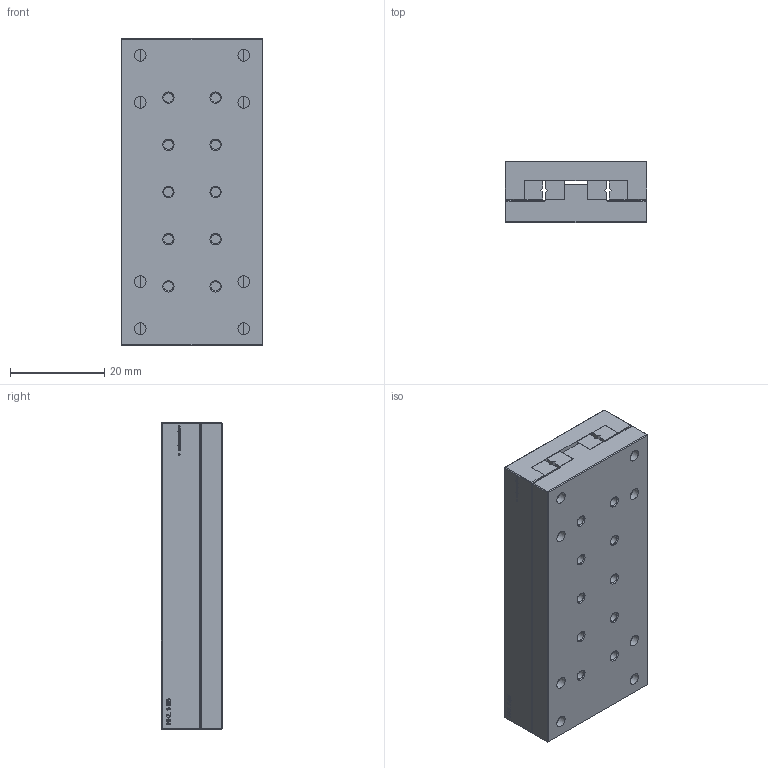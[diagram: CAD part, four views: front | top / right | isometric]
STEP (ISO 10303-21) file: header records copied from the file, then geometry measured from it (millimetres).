
FILE_DESCRIPTION(('FreeCAD Model'),'2;1');
FILE_NAME('NKL 1-65.step', '2020-04-20T21:57:06',('Author'),(''), 'Open CASCADE STEP processor 6.8','FreeCAD','Unknown');
FILE_SCHEMA(('AUTOMOTIVE_DESIGN_CC2 { 1 2 10303 214 -1 1 5 4 }'));
Length unit declared in the file: millimetre
Products named in the file (3): ASSEMBLY; OT; UT
Assembly tree (2 placements, depth 2):
  ASSEMBLY
    OT
    UT
Bounding box: 30 x 13 x 65 mm (x, y, z)
Volume: 23671 mm3; surface area: 16064.2 mm2
Topology: 6 solids, 6 shells, 749 faces, 2012 edges, 1320 vertices
Faces by surface type: extrusion 377, plane 316, cylinder 36, cone 20
Full cylindrical faces by diameter (mm): 2 x20, 2.5 x8, 4.5 x8
Entity records: 49842 total; most frequent: CARTESIAN_POINT 11763, DIRECTION 5707, VECTOR 4705, LINE 4328, ORIENTED_EDGE 4024, PCURVE 4024, DEFINITIONAL_REPRESENTATION 4024, EDGE_CURVE 2012
